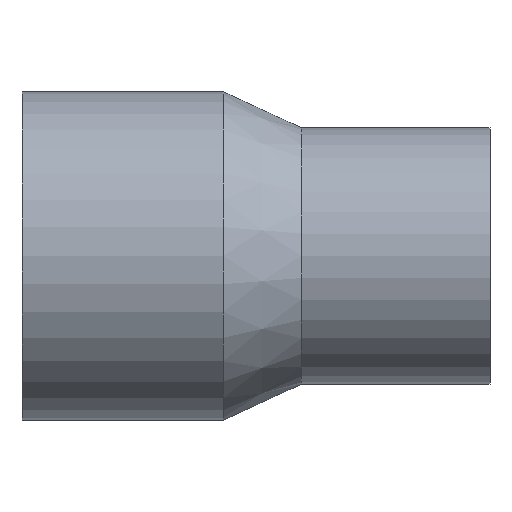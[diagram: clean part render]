
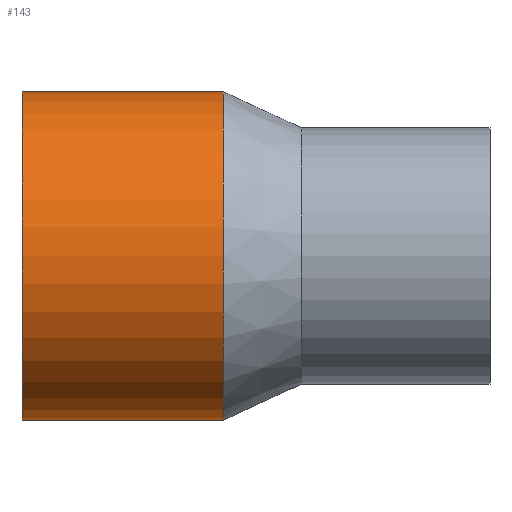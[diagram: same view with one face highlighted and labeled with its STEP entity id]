
A CAD part, top view. The second image highlights one B-rep face of the part: STEP entity #143.
In plain terms, the highlighted cylindrical face has radius 80 mm (diameter 160 mm), a partial arc.
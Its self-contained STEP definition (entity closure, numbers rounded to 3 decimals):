
#103 = EDGE_CURVE( '', #109, #137, #238, .T. );
#107 = EDGE_CURVE( '', #189, #109, #242, .T. );
#109 = VERTEX_POINT( '', #244 );
#137 = VERTEX_POINT( '', #278 );
#141 = VERTEX_POINT( '', #284 );
#143 = ADVANCED_FACE( '', ( #286 ), #287, .T. );
#169 = EDGE_CURVE( '', #137, #141, #317, .T. );
#179 = EDGE_CURVE( '', #189, #141, #327, .T. );
#189 = VERTEX_POINT( '', #338 );
#238 = CIRCLE( '', #388, 80. );
#242 = LINE( '', #395, #396 );
#244 = CARTESIAN_POINT( '', ( 98., -80., 0. ) );
#278 = CARTESIAN_POINT( '', ( 98., 80., 0. ) );
#284 = CARTESIAN_POINT( '', ( 0., 80., 0. ) );
#286 = FACE_OUTER_BOUND( '', #446, .T. );
#287 = CYLINDRICAL_SURFACE( '', #447, 80. );
#317 = LINE( '', #485, #486 );
#327 = CIRCLE( '', #500, 80. );
#338 = CARTESIAN_POINT( '', ( 0., -80., 0. ) );
#388 = AXIS2_PLACEMENT_3D( '', #550, #551, #552 );
#395 = CARTESIAN_POINT( '', ( 49., -80., 0. ) );
#396 = VECTOR( '', #554, 1. );
#446 = EDGE_LOOP( '', ( #617, #618, #619, #620 ) );
#447 = AXIS2_PLACEMENT_3D( '', #621, #622, #623 );
#485 = CARTESIAN_POINT( '', ( 49., 80., 0. ) );
#486 = VECTOR( '', #672, 1. );
#500 = AXIS2_PLACEMENT_3D( '', #676, #677, #678 );
#550 = CARTESIAN_POINT( '', ( 98., 0., 0. ) );
#551 = DIRECTION( '', ( -1., 0., 0. ) );
#552 = DIRECTION( '', ( 0., 1., 0. ) );
#554 = DIRECTION( '', ( 1., 0., 0. ) );
#617 = ORIENTED_EDGE( '', *, *, #169, .T. );
#618 = ORIENTED_EDGE( '', *, *, #179, .F. );
#619 = ORIENTED_EDGE( '', *, *, #107, .T. );
#620 = ORIENTED_EDGE( '', *, *, #103, .T. );
#621 = CARTESIAN_POINT( '', ( 49., 0., 0. ) );
#622 = DIRECTION( '', ( 1., 0., 0. ) );
#623 = DIRECTION( '', ( 0., 1., 0. ) );
#672 = DIRECTION( '', ( -1., 0., 0. ) );
#676 = CARTESIAN_POINT( '', ( 0., 0., 0. ) );
#677 = DIRECTION( '', ( -1., 0., 0. ) );
#678 = DIRECTION( '', ( 0., 1., 0. ) );
